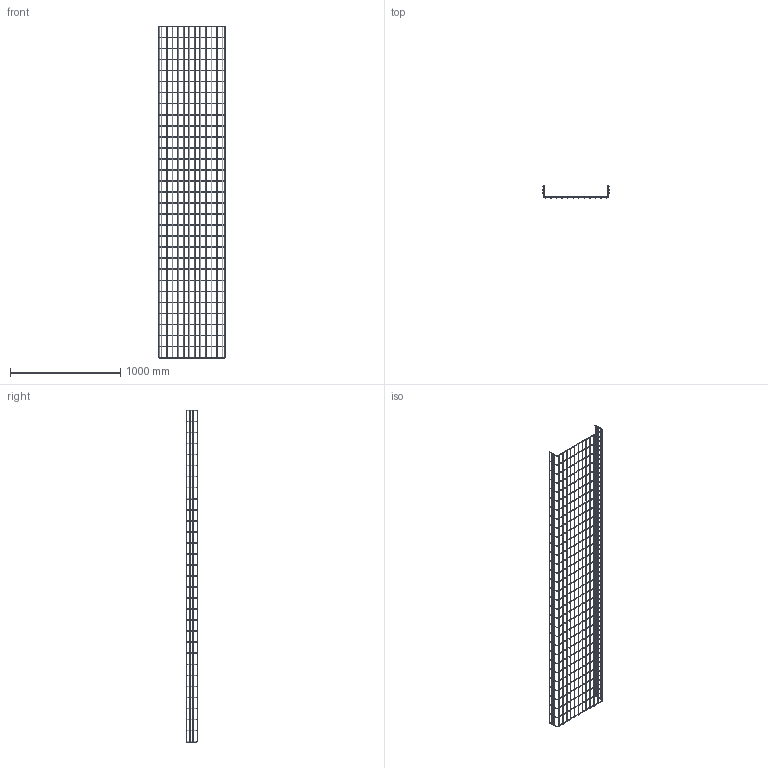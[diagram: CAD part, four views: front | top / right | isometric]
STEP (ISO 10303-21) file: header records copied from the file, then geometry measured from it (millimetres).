
FILE_DESCRIPTION (( 'STEP AP214' ), '1' );
FILE_NAME ('6003633_KSTP1.stp', '2018-08-29T12:51:22', ( '' ), ( '' ), 'SwSTEP 2.0', 'SolidWorks 2016', '' );
FILE_SCHEMA (( 'AUTOMOTIVE_DESIGN' ));
Length unit declared in the file: millimetre
Products named in the file (1): 6003633_KSTP1
Bounding box: 600 x 104.99 x 3005.9 mm (x, y, z)
Volume: 2129349.5 mm3; surface area: 1429830.1 mm2
Topology: 1 solids, 1 shells, 444 faces, 2588 edges, 1684 vertices
Faces by surface type: cylinder 222, torus 124, plane 98
Entity records: 58062 total; most frequent: CARTESIAN_POINT 38413, ORIENTED_EDGE 5176, DIRECTION 2910, EDGE_CURVE 2588, VERTEX_POINT 1684, B_SPLINE_CURVE_WITH_KNOTS 1116, AXIS2_PLACEMENT_3D 1065, EDGE_LOOP 1002
